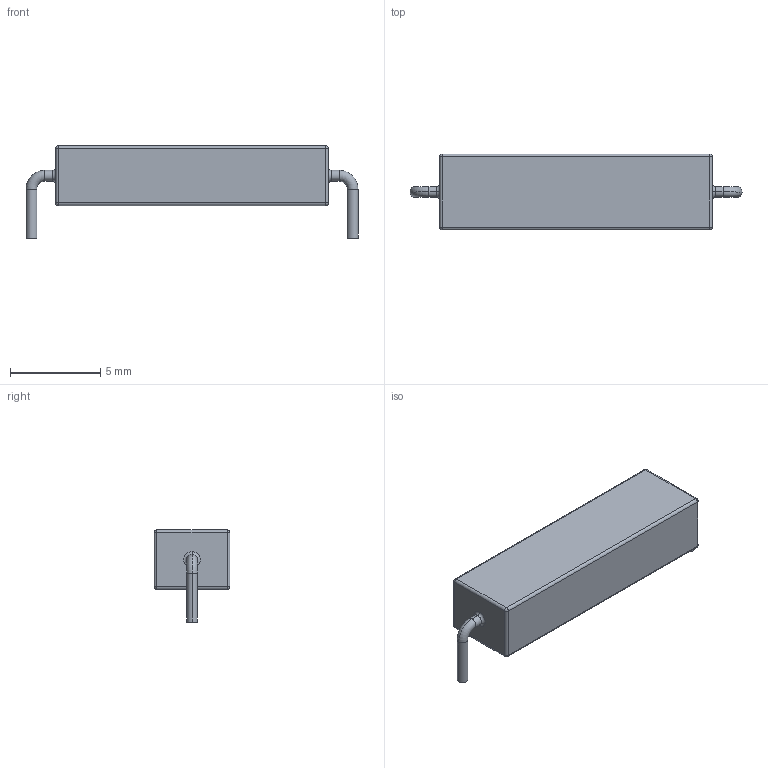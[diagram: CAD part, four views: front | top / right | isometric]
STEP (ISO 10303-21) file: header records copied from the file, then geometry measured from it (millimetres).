
FILE_DESCRIPTION (( 'STEP AP214' ), '1' );
FILE_NAME ('REED_SWITCH_PLASTIC.STEP', '2015-11-17T18:54:47', ( '' ), ( '' ), 'SwSTEP 2.0', 'SolidWorks 2014', '' );
FILE_SCHEMA (( 'AUTOMOTIVE_DESIGN' ));
Length unit declared in the file: millimetre
Products named in the file (1): REED_SWITCH_PLASTIC
Bounding box: 18.38 x 4.2 x 5.1 mm (x, y, z)
Volume: 211.4 mm3; surface area: 265 mm2
Topology: 1 solids, 1 shells, 44 faces, 92 edges, 44 vertices
Faces by surface type: cylinder 20, torus 8, plane 8, sphere 8
Entity records: 1126 total; most frequent: DIRECTION 226, CARTESIAN_POINT 173, ORIENTED_EDGE 168, AXIS2_PLACEMENT_3D 97, EDGE_CURVE 84, CIRCLE 52, EDGE_LOOP 46, FACE_OUTER_BOUND 44
